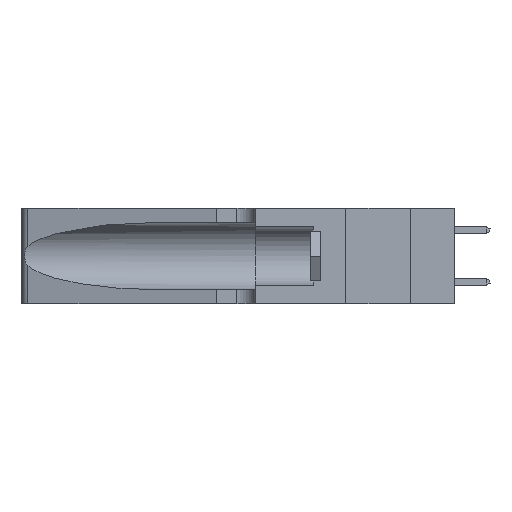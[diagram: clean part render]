
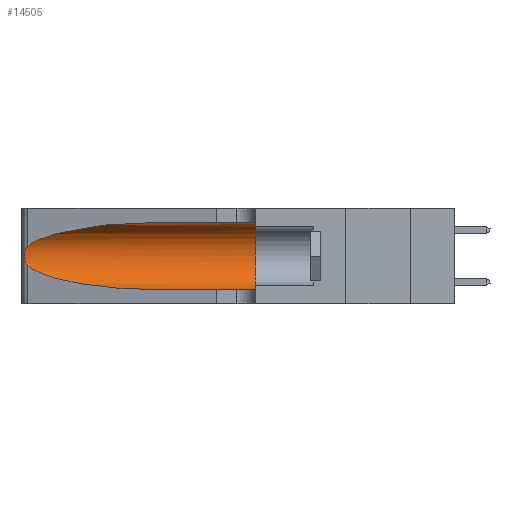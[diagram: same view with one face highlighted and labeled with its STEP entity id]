
A CAD part, left-side view. The second image highlights one B-rep face of the part: STEP entity #14505.
In plain terms, the highlighted cylindrical face has radius 3.308 mm (diameter 6.617 mm), a partial arc.
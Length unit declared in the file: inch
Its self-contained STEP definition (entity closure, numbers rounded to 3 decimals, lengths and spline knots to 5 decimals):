
#111 = CARTESIAN_POINT ( 'NONE',  ( 0.25487, 1.22718, 0.14631 ) ) ;
#403 = EDGE_CURVE ( 'NONE', #21183, #5972, #11458, .T. ) ;
#780 = VERTEX_POINT ( 'NONE', #1747 ) ;
#1205 = VERTEX_POINT ( 'NONE', #11566 ) ;
#1266 = EDGE_CURVE ( 'NONE', #780, #11199, #5913, .T. ) ;
#1267 = VECTOR ( 'NONE', #4308, 39.37008 ) ;
#1341 = ORIENTED_EDGE ( 'NONE', *, *, #10417, .T. ) ;
#1499 = ORIENTED_EDGE ( 'NONE', *, *, #1266, .T. ) ;
#1747 = CARTESIAN_POINT ( 'NONE',  ( 0.1305, 0.72297, 0.31525 ) ) ;
#1823 = CARTESIAN_POINT ( 'NONE',  ( 0.25639, 1.23184, 0.21858 ) ) ;
#2293 = DIRECTION ( 'NONE',  ( 0., 0., 1. ) ) ;
#2561 = CARTESIAN_POINT ( 'NONE',  ( 0.1305, 1.61858, 0.05475 ) ) ;
#2761 = EDGE_CURVE ( 'NONE', #780, #21183, #5848, .T. ) ;
#2789 = EDGE_LOOP ( 'NONE', ( #1499, #8753, #20157, #1341, #11724, #18122 ) ) ;
#3583 = CARTESIAN_POINT ( 'NONE',  ( 0.25854, 1.2359, 0.20912 ) ) ;
#4065 = EDGE_CURVE ( 'NONE', #11199, #7616, #4874, .T. ) ;
#4174 = CARTESIAN_POINT ( 'NONE',  ( 0.18966, 0.96281, 0.05475 ) ) ;
#4308 = DIRECTION ( 'NONE',  ( 0., -1., 0. ) ) ;
#4314 =( BOUNDED_CURVE ( )  B_SPLINE_CURVE ( 3, ( #9227, #12536, #4174, #15834 ),
 .UNSPECIFIED., .F., .F. ) 
 B_SPLINE_CURVE_WITH_KNOTS ( ( 4, 4 ),
 ( 3.44316, 4.71239 ),
 .UNSPECIFIED. ) 
 CURVE ( )  GEOMETRIC_REPRESENTATION_ITEM ( )  RATIONAL_B_SPLINE_CURVE ( ( 1., 0.87, 0.87, 1. ) ) 
 REPRESENTATION_ITEM ( '' )  );
#4874 = B_SPLINE_CURVE_WITH_KNOTS ( 'NONE', 3,
 ( #8656, #10317, #1823, #13603, #3583, #15279, #5320, #16912, #7028, #18544, #8717, #20183, #10392, #111 ),
 .UNSPECIFIED., .F., .F.,
 ( 4, 2, 2, 2, 2, 2, 4 ),
 ( 0., 0.00027, 0.00053, 0.00107, 0.0016, 0.00187, 0.00214 ),
 .UNSPECIFIED. ) ;
#5320 = CARTESIAN_POINT ( 'NONE',  ( 0.26075, 1.23896, 0.19203 ) ) ;
#5848 = LINE ( 'NONE', #19106, #18501 ) ;
#5913 =( BOUNDED_CURVE ( )  B_SPLINE_CURVE ( 3, ( #8423, #10139, #15061, #15045 ),
 .UNSPECIFIED., .F., .F. ) 
 B_SPLINE_CURVE_WITH_KNOTS ( ( 4, 4 ),
 ( 1.5708, 2.84003 ),
 .UNSPECIFIED. ) 
 CURVE ( )  GEOMETRIC_REPRESENTATION_ITEM ( )  RATIONAL_B_SPLINE_CURVE ( ( 1., 0.87, 0.87, 1. ) ) 
 REPRESENTATION_ITEM ( '' )  );
#5972 = VERTEX_POINT ( 'NONE', #18476 ) ;
#7028 = CARTESIAN_POINT ( 'NONE',  ( 0.26017, 1.23833, 0.17102 ) ) ;
#7056 = EDGE_CURVE ( 'NONE', #7616, #1205, #4314, .T. ) ;
#7584 = DIRECTION ( 'NONE',  ( 0., -1., 0. ) ) ;
#7616 = VERTEX_POINT ( 'NONE', #9132 ) ;
#8423 = CARTESIAN_POINT ( 'NONE',  ( 0.1305, 0.72297, 0.31525 ) ) ;
#8488 = CARTESIAN_POINT ( 'NONE',  ( 0.1305, 1.61858, 0.185 ) ) ;
#8656 = CARTESIAN_POINT ( 'NONE',  ( 0.25487, 1.22718, 0.22369 ) ) ;
#8717 = CARTESIAN_POINT ( 'NONE',  ( 0.25789, 1.23486, 0.15765 ) ) ;
#8753 = ORIENTED_EDGE ( 'NONE', *, *, #4065, .T. ) ;
#9132 = CARTESIAN_POINT ( 'NONE',  ( 0.25487, 1.22718, 0.14631 ) ) ;
#9227 = CARTESIAN_POINT ( 'NONE',  ( 0.25487, 1.22718, 0.14631 ) ) ;
#9595 = AXIS2_PLACEMENT_3D ( 'NONE', #8488, #15033, #10159 ) ;
#10139 = CARTESIAN_POINT ( 'NONE',  ( 0.18966, 0.96281, 0.31525 ) ) ;
#10159 = DIRECTION ( 'NONE',  ( 0., 0., -1. ) ) ;
#10317 = CARTESIAN_POINT ( 'NONE',  ( 0.25555, 1.22994, 0.2215 ) ) ;
#10392 = CARTESIAN_POINT ( 'NONE',  ( 0.25555, 1.22993, 0.14849 ) ) ;
#10417 = EDGE_CURVE ( 'NONE', #1205, #5972, #15235, .T. ) ;
#10450 = DIRECTION ( 'NONE',  ( 0., 1., 0. ) ) ;
#10697 = FACE_OUTER_BOUND ( 'NONE', #2789, .T. ) ;
#11199 = VERTEX_POINT ( 'NONE', #14484 ) ;
#11458 = CIRCLE ( 'NONE', #17379, 0.13025 ) ;
#11566 = CARTESIAN_POINT ( 'NONE',  ( 0.1305, 0.72297, 0.05475 ) ) ;
#11724 = ORIENTED_EDGE ( 'NONE', *, *, #403, .F. ) ;
#12291 = CARTESIAN_POINT ( 'NONE',  ( 0.1305, 0.35, 0.31525 ) ) ;
#12536 = CARTESIAN_POINT ( 'NONE',  ( 0.2373, 1.15595, 0.08982 ) ) ;
#13603 = CARTESIAN_POINT ( 'NONE',  ( 0.25787, 1.23484, 0.2124 ) ) ;
#14484 = CARTESIAN_POINT ( 'NONE',  ( 0.25487, 1.22718, 0.22369 ) ) ;
#14505 = ADVANCED_FACE ( 'NONE', ( #10697 ), #18886, .F. ) ;
#15033 = DIRECTION ( 'NONE',  ( 0., -1., 0. ) ) ;
#15045 = CARTESIAN_POINT ( 'NONE',  ( 0.25487, 1.22718, 0.22369 ) ) ;
#15061 = CARTESIAN_POINT ( 'NONE',  ( 0.2373, 1.15595, 0.28018 ) ) ;
#15235 = LINE ( 'NONE', #2561, #1267 ) ;
#15279 = CARTESIAN_POINT ( 'NONE',  ( 0.26018, 1.23835, 0.19895 ) ) ;
#15405 = CARTESIAN_POINT ( 'NONE',  ( 0.1305, 0.35, 0.185 ) ) ;
#15834 = CARTESIAN_POINT ( 'NONE',  ( 0.1305, 0.72297, 0.05475 ) ) ;
#16912 = CARTESIAN_POINT ( 'NONE',  ( 0.26075, 1.23896, 0.178 ) ) ;
#17379 = AXIS2_PLACEMENT_3D ( 'NONE', #15405, #10450, #2293 ) ;
#18122 = ORIENTED_EDGE ( 'NONE', *, *, #2761, .F. ) ;
#18476 = CARTESIAN_POINT ( 'NONE',  ( 0.1305, 0.35, 0.05475 ) ) ;
#18501 = VECTOR ( 'NONE', #7584, 39.37008 ) ;
#18544 = CARTESIAN_POINT ( 'NONE',  ( 0.25856, 1.23593, 0.16098 ) ) ;
#18886 = CYLINDRICAL_SURFACE ( 'NONE', #9595, 0.13025 ) ;
#19106 = CARTESIAN_POINT ( 'NONE',  ( 0.1305, 1.61858, 0.31525 ) ) ;
#20157 = ORIENTED_EDGE ( 'NONE', *, *, #7056, .T. ) ;
#20183 = CARTESIAN_POINT ( 'NONE',  ( 0.25639, 1.23186, 0.15144 ) ) ;
#21183 = VERTEX_POINT ( 'NONE', #12291 ) ;
